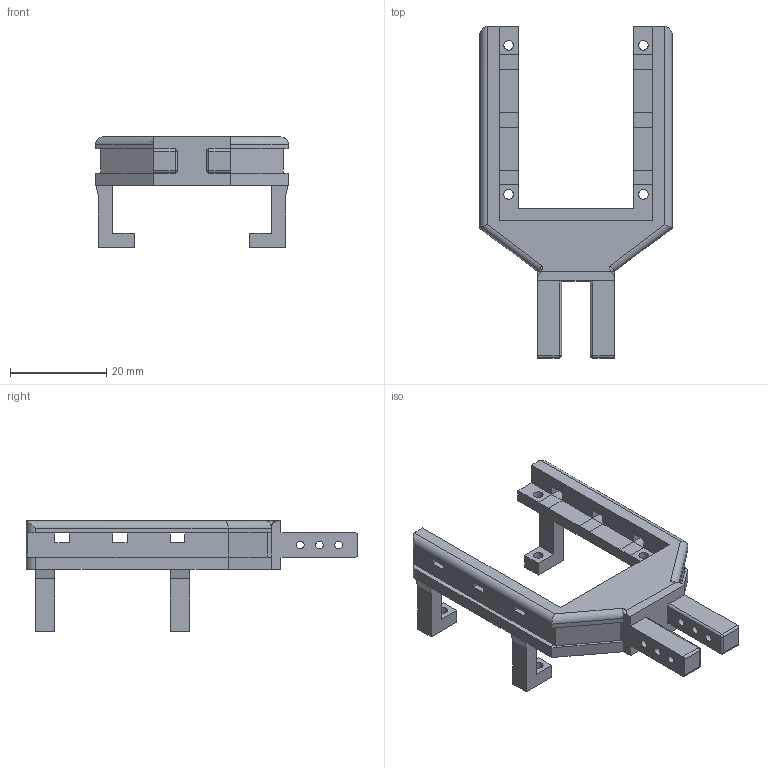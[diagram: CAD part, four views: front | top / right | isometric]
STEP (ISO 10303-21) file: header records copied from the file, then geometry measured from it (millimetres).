
FILE_DESCRIPTION(('FreeCAD Model'),'2;1');
FILE_NAME( 'bxgr_optskin02a-v3.1.step', '2017-01-10T15:36:31',('Author'),(''), 'Open CASCADE STEP processor 6.8','FreeCAD','Unknown');
FILE_SCHEMA(('AUTOMOTIVE_DESIGN_CC2 { 1 2 10303 214 -1 1 5 4 }'));
Length unit declared in the file: millimetre
Products named in the file (2): ASSEMBLY; Pocket013
Assembly tree (1 placements, depth 2):
  ASSEMBLY
    Pocket013
Bounding box: 40 x 69 x 23.1 mm (x, y, z)
Volume: 8602.4 mm3; surface area: 6645.6 mm2
Topology: 1 solids, 1 shells, 168 faces, 456 edges, 270 vertices
Faces by surface type: plane 132, cylinder 30, sphere 4, bspline 2
Full cylindrical faces by diameter (mm): 1.6 x6, 2 x8
Entity records: 12864 total; most frequent: CARTESIAN_POINT 4125, DIRECTION 1510, LINE 1034, VECTOR 1034, ORIENTED_EDGE 896, PCURVE 896, DEFINITIONAL_REPRESENTATION 896, EDGE_CURVE 448
